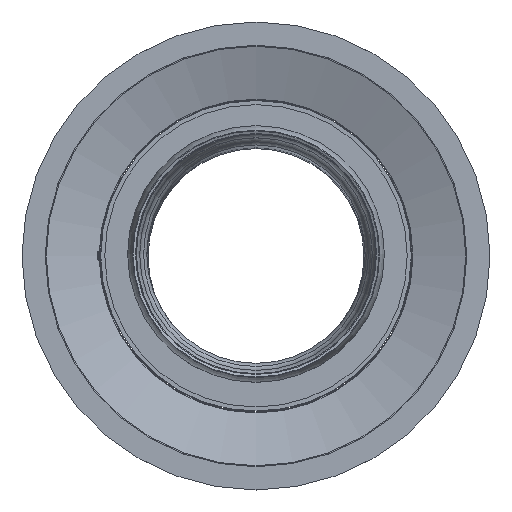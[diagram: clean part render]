
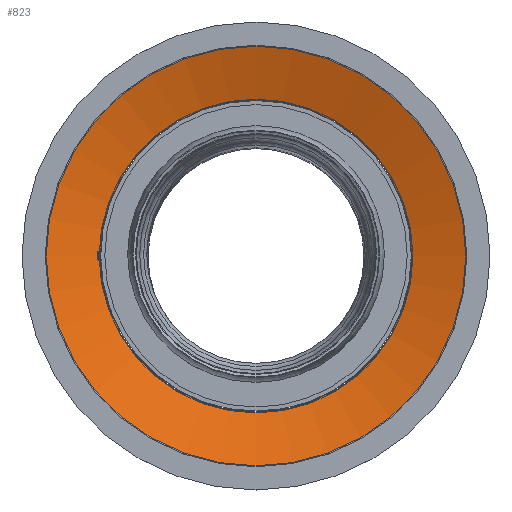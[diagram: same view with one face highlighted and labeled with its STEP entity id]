
A CAD part, top view. The second image highlights one B-rep face of the part: STEP entity #823.
In plain terms, the highlighted conical face has half-angle 71.595 degrees and reference radius 1289.61 mm.
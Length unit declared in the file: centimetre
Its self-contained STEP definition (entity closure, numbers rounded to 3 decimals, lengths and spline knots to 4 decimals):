
#30=CONICAL_SURFACE('',#907,128.9611,1.25);
#118=FACE_OUTER_BOUND('',#178,.T.);
#178=EDGE_LOOP('',(#612,#613,#614,#615,#616));
#232=LINE('',#1506,#258);
#258=VECTOR('',#1092,128.9611);
#299=CIRCLE('',#906,110.);
#300=CIRCLE('',#908,147.9222);
#301=CIRCLE('',#909,147.9222);
#381=VERTEX_POINT('',#1501);
#382=VERTEX_POINT('',#1505);
#383=VERTEX_POINT('',#1507);
#466=EDGE_CURVE('',#381,#381,#299,.T.);
#467=EDGE_CURVE('',#381,#382,#232,.T.);
#468=EDGE_CURVE('',#383,#382,#300,.T.);
#469=EDGE_CURVE('',#382,#383,#301,.T.);
#612=ORIENTED_EDGE('',*,*,#466,.T.);
#613=ORIENTED_EDGE('',*,*,#467,.T.);
#614=ORIENTED_EDGE('',*,*,#468,.F.);
#615=ORIENTED_EDGE('',*,*,#469,.F.);
#616=ORIENTED_EDGE('',*,*,#467,.F.);
#823=ADVANCED_FACE('',(#118),#30,.F.);
#906=AXIS2_PLACEMENT_3D('',#1503,#1088,#1089);
#907=AXIS2_PLACEMENT_3D('',#1504,#1090,#1091);
#908=AXIS2_PLACEMENT_3D('',#1508,#1093,#1094);
#909=AXIS2_PLACEMENT_3D('',#1509,#1095,#1096);
#1088=DIRECTION('center_axis',(0.,0.,-1.));
#1089=DIRECTION('ref_axis',(1.,0.,0.));
#1090=DIRECTION('center_axis',(0.,0.,1.));
#1091=DIRECTION('ref_axis',(-1.,0.,0.));
#1092=DIRECTION('',(0.949,0.,0.316));
#1093=DIRECTION('center_axis',(0.,0.,-1.));
#1094=DIRECTION('ref_axis',(1.,0.,0.));
#1095=DIRECTION('center_axis',(0.,0.,-1.));
#1096=DIRECTION('ref_axis',(1.,0.,0.));
#1501=CARTESIAN_POINT('',(110.,0.,219.2742));
#1503=CARTESIAN_POINT('Origin',(0.,0.,
219.2742));
#1504=CARTESIAN_POINT('Origin',(0.,0.,
225.5834));
#1505=CARTESIAN_POINT('',(147.9222,0.,231.8926));
#1506=CARTESIAN_POINT('',(128.9611,0.,225.5834));
#1507=CARTESIAN_POINT('',(0.,-147.9222,231.8926));
#1508=CARTESIAN_POINT('Origin',(0.,0.,
231.8926));
#1509=CARTESIAN_POINT('Origin',(0.,0.,
231.8926));
